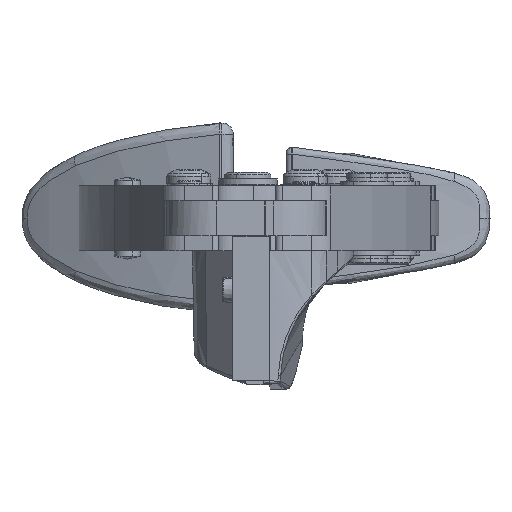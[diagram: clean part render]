
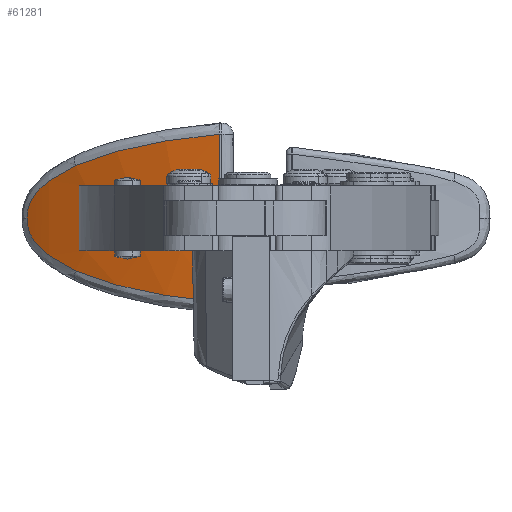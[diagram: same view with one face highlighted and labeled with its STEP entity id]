
A CAD part, left-side view. The second image highlights one B-rep face of the part: STEP entity #61281.
In plain terms, the highlighted cylindrical face has radius 95 mm (diameter 190 mm), a partial arc.
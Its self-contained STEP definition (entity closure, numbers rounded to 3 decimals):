
#61263=AXIS2_PLACEMENT_3D('Cylinder Axis2P3D',#61260,#61261,#61262) ;
#61267=AXIS2_PLACEMENT_3D('Circle Axis2P3D',#61265,#61266,$) ;
#1312=CARTESIAN_POINT('Vertex',(74.968,46.915,44.14)) ;
#1315=CARTESIAN_POINT('Line Origine',(74.968,46.915,39.67)) ;
#1319=CARTESIAN_POINT('Vertex',(74.968,46.915,35.2)) ;
#1346=CARTESIAN_POINT('Vertex',(83.12,70.017,24.)) ;
#1395=CARTESIAN_POINT('Vertex',(83.12,70.017,35.2)) ;
#1398=CARTESIAN_POINT('Line Origine',(83.12,70.017,34.2)) ;
#5914=CARTESIAN_POINT('Control Point',(83.12,70.017,24.)) ;
#5915=CARTESIAN_POINT('Control Point',(80.901,65.634,24.)) ;
#5916=CARTESIAN_POINT('Control Point',(78.966,61.106,24.)) ;
#5917=CARTESIAN_POINT('Control Point',(77.326,56.46,24.)) ;
#5918=CARTESIAN_POINT('Control Point',(75.992,51.721,24.)) ;
#5919=CARTESIAN_POINT('Control Point',(74.968,46.915,24.)) ;
#5920=CARTESIAN_POINT('Vertex',(74.968,46.915,24.)) ;
#12403=CARTESIAN_POINT('Vertex',(84.035,71.779,38.716)) ;
#12407=CARTESIAN_POINT('Control Point',(74.968,46.915,44.14)) ;
#12408=CARTESIAN_POINT('Control Point',(75.384,48.87,43.963)) ;
#12409=CARTESIAN_POINT('Control Point',(75.849,50.798,43.759)) ;
#12410=CARTESIAN_POINT('Control Point',(76.358,52.693,43.524)) ;
#12411=CARTESIAN_POINT('Control Point',(77.204,55.547,43.115)) ;
#12412=CARTESIAN_POINT('Control Point',(78.138,58.304,42.627)) ;
#12413=CARTESIAN_POINT('Control Point',(78.474,59.253,42.447)) ;
#12414=CARTESIAN_POINT('Control Point',(79.353,61.637,41.962)) ;
#12415=CARTESIAN_POINT('Control Point',(80.284,63.926,41.411)) ;
#12416=CARTESIAN_POINT('Control Point',(80.865,65.278,41.05)) ;
#12417=CARTESIAN_POINT('Control Point',(81.867,67.489,40.396)) ;
#12418=CARTESIAN_POINT('Control Point',(82.866,69.526,39.671)) ;
#12419=CARTESIAN_POINT('Control Point',(83.271,70.326,39.362)) ;
#12420=CARTESIAN_POINT('Control Point',(83.666,71.086,39.042)) ;
#12421=CARTESIAN_POINT('Control Point',(84.035,71.779,38.716)) ;
#17924=CARTESIAN_POINT('Vertex',(74.968,46.915,15.06)) ;
#19869=CARTESIAN_POINT('Vertex',(84.035,71.779,20.484)) ;
#19873=CARTESIAN_POINT('Control Point',(84.035,71.779,20.484)) ;
#19874=CARTESIAN_POINT('Control Point',(84.717,73.058,21.086)) ;
#19875=CARTESIAN_POINT('Control Point',(85.386,74.256,21.714)) ;
#19876=CARTESIAN_POINT('Control Point',(86.031,75.361,22.371)) ;
#19877=CARTESIAN_POINT('Control Point',(86.827,76.678,23.287)) ;
#19878=CARTESIAN_POINT('Control Point',(87.499,77.749,24.253)) ;
#19879=CARTESIAN_POINT('Control Point',(87.658,78.001,24.497)) ;
#19880=CARTESIAN_POINT('Control Point',(88.301,79.009,25.558)) ;
#19881=CARTESIAN_POINT('Control Point',(88.761,79.703,26.676)) ;
#19882=CARTESIAN_POINT('Control Point',(88.99,80.042,27.552)) ;
#19883=CARTESIAN_POINT('Control Point',(89.113,80.224,28.525)) ;
#19884=CARTESIAN_POINT('Control Point',(89.111,80.221,29.6)) ;
#19885=CARTESIAN_POINT('Vertex',(89.111,80.221,29.6)) ;
#40986=CARTESIAN_POINT('Control Point',(74.968,46.915,15.06)) ;
#40987=CARTESIAN_POINT('Control Point',(75.384,48.87,15.237)) ;
#40988=CARTESIAN_POINT('Control Point',(75.849,50.798,15.441)) ;
#40989=CARTESIAN_POINT('Control Point',(76.358,52.693,15.676)) ;
#40990=CARTESIAN_POINT('Control Point',(77.204,55.547,16.085)) ;
#40991=CARTESIAN_POINT('Control Point',(78.138,58.304,16.573)) ;
#40992=CARTESIAN_POINT('Control Point',(78.474,59.253,16.753)) ;
#40993=CARTESIAN_POINT('Control Point',(79.353,61.637,17.238)) ;
#40994=CARTESIAN_POINT('Control Point',(80.284,63.926,17.789)) ;
#40995=CARTESIAN_POINT('Control Point',(80.865,65.278,18.15)) ;
#40996=CARTESIAN_POINT('Control Point',(81.867,67.489,18.804)) ;
#40997=CARTESIAN_POINT('Control Point',(82.866,69.526,19.529)) ;
#40998=CARTESIAN_POINT('Control Point',(83.271,70.326,19.838)) ;
#40999=CARTESIAN_POINT('Control Point',(83.666,71.086,20.158)) ;
#41000=CARTESIAN_POINT('Control Point',(84.035,71.779,20.484)) ;
#42889=CARTESIAN_POINT('Control Point',(84.035,71.779,38.716)) ;
#42890=CARTESIAN_POINT('Control Point',(84.637,72.909,38.184)) ;
#42891=CARTESIAN_POINT('Control Point',(85.23,73.976,37.632)) ;
#42892=CARTESIAN_POINT('Control Point',(85.805,74.972,37.057)) ;
#42893=CARTESIAN_POINT('Control Point',(86.629,76.354,36.148)) ;
#42894=CARTESIAN_POINT('Control Point',(87.341,77.499,35.186)) ;
#42895=CARTESIAN_POINT('Control Point',(87.569,77.862,34.85)) ;
#42896=CARTESIAN_POINT('Control Point',(88.276,78.972,33.706)) ;
#42897=CARTESIAN_POINT('Control Point',(88.769,79.714,32.496)) ;
#42898=CARTESIAN_POINT('Control Point',(88.993,80.046,31.625)) ;
#42899=CARTESIAN_POINT('Control Point',(89.113,80.224,30.664)) ;
#42900=CARTESIAN_POINT('Control Point',(89.111,80.221,29.6)) ;
#50345=CARTESIAN_POINT('Line Origine',(74.968,46.915,19.53)) ;
#61260=CARTESIAN_POINT('Axis2P3D Location',(167.881,27.115,29.6)) ;
#61265=CARTESIAN_POINT('Axis2P3D Location',(167.881,27.115,35.2)) ;
#1316=DIRECTION('Vector Direction',(0.,0.,1.)) ;
#1399=DIRECTION('Vector Direction',(0.,0.,-1.)) ;
#50346=DIRECTION('Vector Direction',(0.,0.,1.)) ;
#61261=DIRECTION('Axis2P3D Direction',(0.,0.,1.)) ;
#61262=DIRECTION('Axis2P3D XDirection',(-0.769,0.64,0.)) ;
#61266=DIRECTION('Axis2P3D Direction',(0.,0.,1.)) ;
#1317=VECTOR('Line Direction',#1316,1.) ;
#1400=VECTOR('Line Direction',#1399,1.) ;
#50347=VECTOR('Line Direction',#50346,1.) ;
#61271=ORIENTED_EDGE('',*,*,#1321,.T.) ;
#61272=ORIENTED_EDGE('',*,*,#12422,.F.) ;
#61273=ORIENTED_EDGE('',*,*,#42901,.F.) ;
#61274=ORIENTED_EDGE('',*,*,#19887,.F.) ;
#61275=ORIENTED_EDGE('',*,*,#41001,.F.) ;
#61276=ORIENTED_EDGE('',*,*,#50349,.T.) ;
#61277=ORIENTED_EDGE('',*,*,#5922,.T.) ;
#61278=ORIENTED_EDGE('',*,*,#1402,.F.) ;
#61279=ORIENTED_EDGE('',*,*,#61269,.F.) ;
#61281=ADVANCED_FACE('Hauptk\X2\00F6\X0\rper',(#61280),#61264,.T.) ;
#5913=B_SPLINE_CURVE_WITH_KNOTS('',5,(#5914,#5915,#5916,#5917,#5918,#5919),.UNSPECIFIED.,.F.,.U.,(6,6),(0.,34.742),.UNSPECIFIED.) ;
#12406=B_SPLINE_CURVE_WITH_KNOTS('',5,(#12407,#12408,#12409,#12410,#12411,#12412,#12413,#12414,#12415,#12416,#12417,#12418,#12419,#12420,#12421),.UNSPECIFIED.,.F.,.U.,(6,3,3,3,6),(93.928,103.23,108.205,115.926,121.296),.UNSPECIFIED.) ;
#19872=B_SPLINE_CURVE_WITH_KNOTS('',5,(#19873,#19874,#19875,#19876,#19877,#19878,#19879,#19880,#19881,#19882,#19883,#19884),.UNSPECIFIED.,.F.,.U.,(6,3,3,6),(105.64,112.154,114.317,121.463),.UNSPECIFIED.) ;
#40985=B_SPLINE_CURVE_WITH_KNOTS('',5,(#40986,#40987,#40988,#40989,#40990,#40991,#40992,#40993,#40994,#40995,#40996,#40997,#40998,#40999,#41000),.UNSPECIFIED.,.F.,.U.,(6,3,3,3,6),(93.928,103.23,108.205,115.926,121.296),.UNSPECIFIED.) ;
#42888=B_SPLINE_CURVE_WITH_KNOTS('',5,(#42889,#42890,#42891,#42892,#42893,#42894,#42895,#42896,#42897,#42898,#42899,#42900),.UNSPECIFIED.,.F.,.U.,(6,3,3,6),(105.635,111.388,114.386,121.454),.UNSPECIFIED.) ;
#61268=CIRCLE('generated circle',#61267,95.) ;
#61264=CYLINDRICAL_SURFACE('generated cylinder',#61263,95.) ;
#1321=EDGE_CURVE('',#1320,#1313,#1318,.T.) ;
#1402=EDGE_CURVE('',#1396,#1347,#1401,.T.) ;
#5922=EDGE_CURVE('',#5921,#1347,#5913,.F.) ;
#12422=EDGE_CURVE('',#12404,#1313,#12406,.F.) ;
#19887=EDGE_CURVE('',#19870,#19886,#19872,.T.) ;
#41001=EDGE_CURVE('',#17925,#19870,#40985,.T.) ;
#42901=EDGE_CURVE('',#19886,#12404,#42888,.F.) ;
#50349=EDGE_CURVE('',#17925,#5921,#50348,.T.) ;
#61269=EDGE_CURVE('',#1320,#1396,#61268,.F.) ;
#61270=EDGE_LOOP('',(#61271,#61272,#61273,#61274,#61275,#61276,#61277,#61278,#61279)) ;
#61280=FACE_OUTER_BOUND('',#61270,.T.) ;
#1318=LINE('Line',#1315,#1317) ;
#1401=LINE('Line',#1398,#1400) ;
#50348=LINE('Line',#50345,#50347) ;
#1313=VERTEX_POINT('',#1312) ;
#1320=VERTEX_POINT('',#1319) ;
#1347=VERTEX_POINT('',#1346) ;
#1396=VERTEX_POINT('',#1395) ;
#5921=VERTEX_POINT('',#5920) ;
#12404=VERTEX_POINT('',#12403) ;
#17925=VERTEX_POINT('',#17924) ;
#19870=VERTEX_POINT('',#19869) ;
#19886=VERTEX_POINT('',#19885) ;
